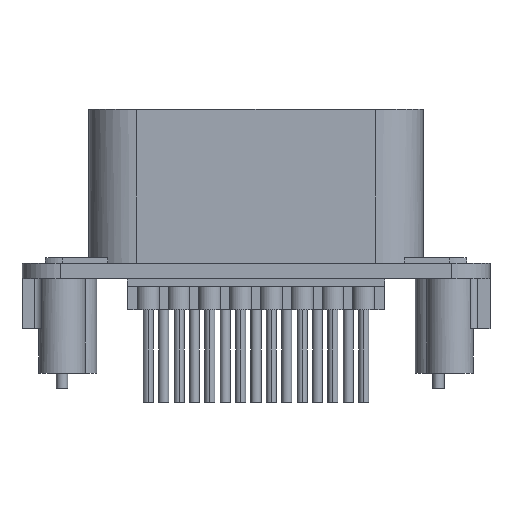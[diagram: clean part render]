
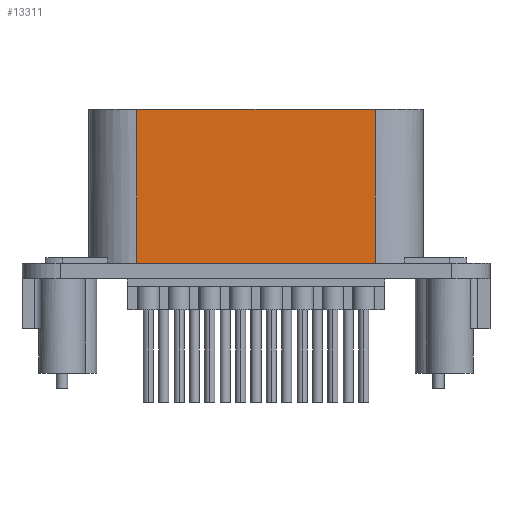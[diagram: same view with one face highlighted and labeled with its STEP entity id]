
A CAD part, front view. The second image highlights one B-rep face of the part: STEP entity #13311.
In plain terms, the highlighted planar face has unit normal (0, -1, 0).
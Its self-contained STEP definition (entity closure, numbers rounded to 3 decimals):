
#94=DIRECTION('',(1.,0.,0.));
#95=VECTOR('',#94,31.);
#96=CARTESIAN_POINT('',(-15.5,-11.8,0.));
#97=LINE('',#96,#95);
#4204=DIRECTION('',(0.,0.,-1.));
#4205=VECTOR('',#4204,20.);
#4206=CARTESIAN_POINT('',(-15.5,-11.8,0.));
#4207=LINE('',#4206,#4205);
#4208=DIRECTION('',(1.,0.,0.));
#4209=VECTOR('',#4208,31.);
#4210=CARTESIAN_POINT('',(-15.5,-11.8,-20.));
#4211=LINE('',#4210,#4209);
#4226=DIRECTION('',(0.,0.,-1.));
#4227=VECTOR('',#4226,20.);
#4228=CARTESIAN_POINT('',(15.5,-11.8,0.));
#4229=LINE('',#4228,#4227);
#6510=CARTESIAN_POINT('',(-15.5,-11.8,0.));
#6511=VERTEX_POINT('',#6510);
#6512=CARTESIAN_POINT('',(15.5,-11.8,0.));
#6513=VERTEX_POINT('',#6512);
#6550=CARTESIAN_POINT('',(-15.5,-11.8,-20.));
#6551=VERTEX_POINT('',#6550);
#6552=CARTESIAN_POINT('',(15.5,-11.8,-20.));
#6553=VERTEX_POINT('',#6552);
#13299=CARTESIAN_POINT('',(-15.5,-11.8,0.));
#13300=DIRECTION('',(0.,-1.,0.));
#13301=DIRECTION('',(1.,0.,0.));
#13302=AXIS2_PLACEMENT_3D('',#13299,#13300,#13301);
#13303=PLANE('',#13302);
#13304=ORIENTED_EDGE('',*,*,#13292,.F.);
#13305=ORIENTED_EDGE('',*,*,#8505,.T.);
#13307=ORIENTED_EDGE('',*,*,#13306,.T.);
#13308=ORIENTED_EDGE('',*,*,#8842,.F.);
#13309=EDGE_LOOP('',(#13304,#13305,#13307,#13308));
#13310=FACE_OUTER_BOUND('',#13309,.F.);
#13311=ADVANCED_FACE('',(#13310),#13303,.T.);
#8505=EDGE_CURVE('',#6511,#6513,#97,.T.);
#8842=EDGE_CURVE('',#6551,#6553,#4211,.T.);
#13292=EDGE_CURVE('',#6511,#6551,#4207,.T.);
#13306=EDGE_CURVE('',#6513,#6553,#4229,.T.);
